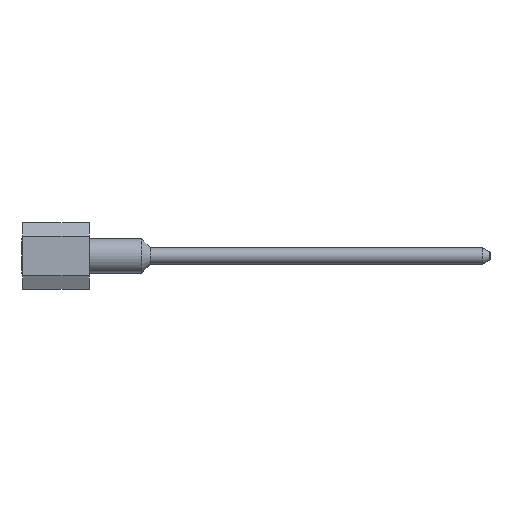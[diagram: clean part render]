
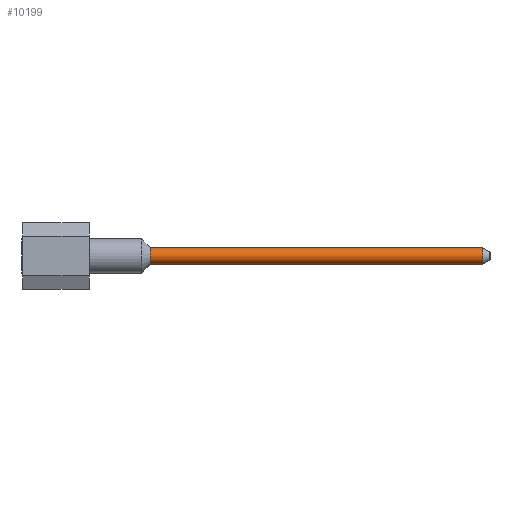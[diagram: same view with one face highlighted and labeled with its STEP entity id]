
A CAD part, left-side view. The second image highlights one B-rep face of the part: STEP entity #10199.
In plain terms, the highlighted cylindrical face has radius 0.318 mm (diameter 0.635 mm), a partial arc.
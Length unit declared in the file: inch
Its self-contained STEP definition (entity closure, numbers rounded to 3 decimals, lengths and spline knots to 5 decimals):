
#348 = CYLINDRICAL_SURFACE ( 'NONE', #3787, 0.0125 ) ;
#784 = CIRCLE ( 'NONE', #3560, 0.0125 ) ;
#894 = VERTEX_POINT ( 'NONE', #5125 ) ;
#1065 = ORIENTED_EDGE ( 'NONE', *, *, #6825, .F. ) ;
#2007 = ORIENTED_EDGE ( 'NONE', *, *, #2115, .F. ) ;
#2115 = EDGE_CURVE ( 'NONE', #894, #2769, #784, .T. ) ;
#2769 = VERTEX_POINT ( 'NONE', #3373 ) ;
#2985 = FACE_OUTER_BOUND ( 'NONE', #4812, .T. ) ;
#3051 = EDGE_CURVE ( 'NONE', #5890, #2769, #5513, .T. ) ;
#3109 = CIRCLE ( 'NONE', #7170, 0.0125 ) ;
#3372 = VECTOR ( 'NONE', #6745, 39.37008 ) ;
#3373 = CARTESIAN_POINT ( 'NONE',  ( -0.45, -0.092, 0.0125 ) ) ;
#3524 = CARTESIAN_POINT ( 'NONE',  ( -0.45, 0.00585, 0.0125 ) ) ;
#3560 = AXIS2_PLACEMENT_3D ( 'NONE', #4641, #10255, #5444 ) ;
#3787 = AXIS2_PLACEMENT_3D ( 'NONE', #8280, #7498, #5904 ) ;
#4006 = CARTESIAN_POINT ( 'NONE',  ( -0.45, -0.591, 0.0125 ) ) ;
#4310 = LINE ( 'NONE', #9972, #8334 ) ;
#4641 = CARTESIAN_POINT ( 'NONE',  ( -0.45, -0.092, 0. ) ) ;
#4770 = CARTESIAN_POINT ( 'NONE',  ( -0.45, -0.591, 0. ) ) ;
#4812 = EDGE_LOOP ( 'NONE', ( #1065, #6802, #5266, #2007 ) ) ;
#5125 = CARTESIAN_POINT ( 'NONE',  ( -0.45, -0.092, -0.0125 ) ) ;
#5266 = ORIENTED_EDGE ( 'NONE', *, *, #3051, .T. ) ;
#5444 = DIRECTION ( 'NONE',  ( 0., 0., 1. ) ) ;
#5513 = LINE ( 'NONE', #3524, #3372 ) ;
#5570 = DIRECTION ( 'NONE',  ( 0., 0., 1. ) ) ;
#5890 = VERTEX_POINT ( 'NONE', #4006 ) ;
#5904 = DIRECTION ( 'NONE',  ( 0., 0., 1. ) ) ;
#6745 = DIRECTION ( 'NONE',  ( 0., 1., 0. ) ) ;
#6786 = DIRECTION ( 'NONE',  ( 0., 1., 0. ) ) ;
#6802 = ORIENTED_EDGE ( 'NONE', *, *, #8451, .T. ) ;
#6825 = EDGE_CURVE ( 'NONE', #7535, #894, #4310, .T. ) ;
#7142 = CARTESIAN_POINT ( 'NONE',  ( -0.45, -0.591, -0.0125 ) ) ;
#7170 = AXIS2_PLACEMENT_3D ( 'NONE', #4770, #10383, #5570 ) ;
#7498 = DIRECTION ( 'NONE',  ( 0., 1., 0. ) ) ;
#7535 = VERTEX_POINT ( 'NONE', #7142 ) ;
#8280 = CARTESIAN_POINT ( 'NONE',  ( -0.45, 0.00585, 0. ) ) ;
#8334 = VECTOR ( 'NONE', #6786, 39.37008 ) ;
#8451 = EDGE_CURVE ( 'NONE', #7535, #5890, #3109, .T. ) ;
#9972 = CARTESIAN_POINT ( 'NONE',  ( -0.45, 0.00585, -0.0125 ) ) ;
#10199 = ADVANCED_FACE ( 'NONE', ( #2985 ), #348, .T. ) ;
#10255 = DIRECTION ( 'NONE',  ( 0., 1., 0. ) ) ;
#10383 = DIRECTION ( 'NONE',  ( 0., 1., 0. ) ) ;
